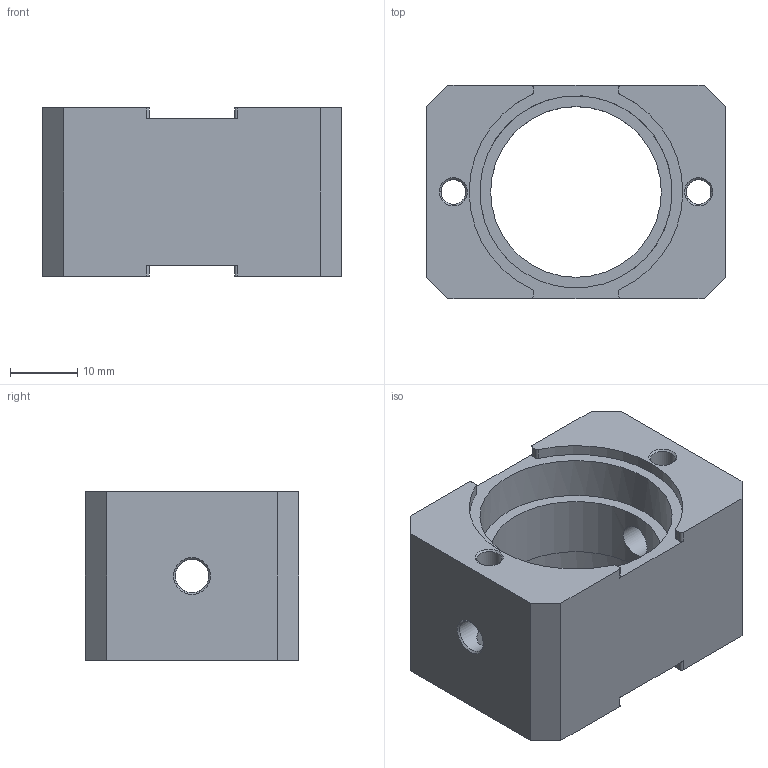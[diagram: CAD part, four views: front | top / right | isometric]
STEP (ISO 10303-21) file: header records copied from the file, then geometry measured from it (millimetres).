
FILE_DESCRIPTION(/* description */ (''),/* implementation_level */ '2;1');
FILE_NAME(/* name */ 'sl_axle_block_live.stp',/* time_stamp */ '2014-04-09T20:50:51-05:00',/* author */ ('ajlapp'),/* organization */ (''),/* preprocessor_version */ 'ST-DEVELOPER v15.2',/* originating_system */ 'Autodesk Inventor 2014',/* authorisation */ '');
FILE_SCHEMA (('AUTOMOTIVE_DESIGN { 1 0 10303 214 3 1 1 }'));
Length unit declared in the file: inch
Products named in the file (1): sl_axle_block_live
Bounding box: 44.45 x 31.75 x 25.02 mm (x, y, z)
Volume: 18645.2 mm3; surface area: 8038 mm2
Topology: 1 solids, 1 shells, 59 faces, 173 edges, 115 vertices
Faces by surface type: cylinder 29, plane 24, cone 6
Full cylindrical faces by diameter (mm): 3.683 x4, 4.978 x2, 25.4 x1, 28.6 x2
Entity records: 2057 total; most frequent: CARTESIAN_POINT 538, DIRECTION 316, ORIENTED_EDGE 288, EDGE_CURVE 144, AXIS2_PLACEMENT_3D 118, VERTEX_POINT 104, EDGE_LOOP 90, LINE 80
